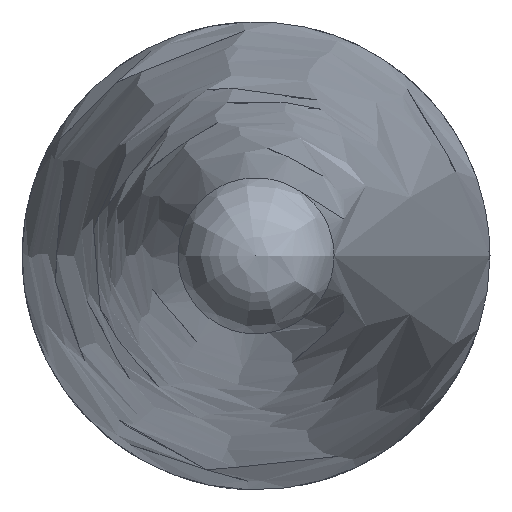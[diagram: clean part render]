
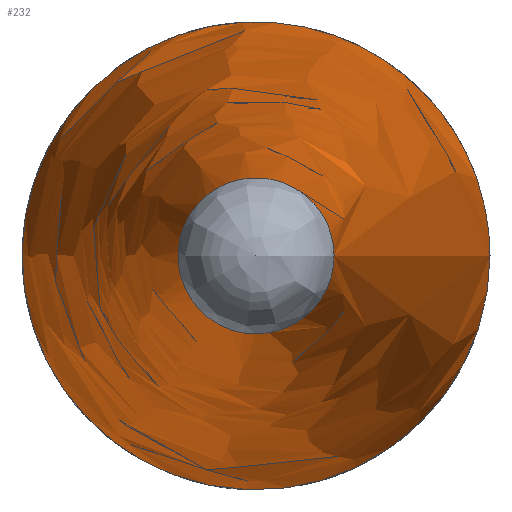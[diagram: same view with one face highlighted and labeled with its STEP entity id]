
A CAD part, left-side view. The second image highlights one B-rep face of the part: STEP entity #232.
In plain terms, the highlighted free-form (B-spline) face has degree [5, 3] with [6, 4] control points.
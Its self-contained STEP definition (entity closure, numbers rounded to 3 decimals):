
#84 = CARTESIAN_POINT ('', (19.8, -2.981, 0.));
#85 = VERTEX_POINT ('', #84);
#93 = CARTESIAN_POINT ('', (19.8, -2.981, 0.));
#94 = CARTESIAN_POINT ('', (19.8, -2.981, -11.926));
#95 = CARTESIAN_POINT ('', (19.8, 8.944, -5.963));
#96 = CARTESIAN_POINT ('', (19.8, 8.944, 5.963));
#97 = CARTESIAN_POINT ('', (19.8, -2.981, 11.926));
#98 = CARTESIAN_POINT ('', (19.8, -2.981, 0.));
#99 = (
   BOUNDED_CURVE ()
   B_SPLINE_CURVE (5, (#93, #94, #95, #96, #97, #98), .UNSPECIFIED., .T., .U.)
   B_SPLINE_CURVE_WITH_KNOTS ((6, 6), (0., 1.), .UNSPECIFIED.)
   CURVE ()
   GEOMETRIC_REPRESENTATION_ITEM ()
   RATIONAL_B_SPLINE_CURVE ((5., 1., 1., 1., 1., 5.))
   REPRESENTATION_ITEM ('')
);
#100 = EDGE_CURVE ('', #85, #85, #99, .T.);
#134 = CARTESIAN_POINT ('', (0.895, -0.995, 0.));
#135 = VERTEX_POINT ('', #134);
#146 = CARTESIAN_POINT ('', (0.895, -0.995, 0.));
#147 = CARTESIAN_POINT ('', (0.895, -0.995, -3.978));
#148 = CARTESIAN_POINT ('', (0.895, 2.984, -1.989));
#149 = CARTESIAN_POINT ('', (0.895, 2.984, 1.989));
#150 = CARTESIAN_POINT ('', (0.895, -0.995, 3.978));
#151 = CARTESIAN_POINT ('', (0.895, -0.995, 0.));
#152 = (
   BOUNDED_CURVE ()
   B_SPLINE_CURVE (5, (#146, #147, #148, #149, #150, #151), .UNSPECIFIED., .T., .U.)
   B_SPLINE_CURVE_WITH_KNOTS ((6, 6), (0., 1.), .UNSPECIFIED.)
   CURVE ()
   GEOMETRIC_REPRESENTATION_ITEM ()
   RATIONAL_B_SPLINE_CURVE ((5., 1., 1., 1., 1., 5.))
   REPRESENTATION_ITEM ('')
);
#153 = EDGE_CURVE ('', #135, #135, #152, .T.);
#195 = CARTESIAN_POINT ('', (0.895, -0.995, 0.));
#196 = CARTESIAN_POINT ('', (7.197, -1.657, 0.));
#197 = CARTESIAN_POINT ('', (13.498, -2.319, 0.));
#198 = CARTESIAN_POINT ('', (19.8, -2.981, 0.));
#199 = B_SPLINE_CURVE_WITH_KNOTS ('', 3, (#195, #196, #197, #198), .UNSPECIFIED., .F., .U., (4, 4), (0., 1.), .UNSPECIFIED.);
#200 = EDGE_CURVE ('', #135, #85, #199, .T.);
#201 = ORIENTED_EDGE ('', *, *, #200, .F.);
#202 = ORIENTED_EDGE ('', *, *, #153, .T.);
#203 = ORIENTED_EDGE ('', *, *, #200, .T.);
#204 = ORIENTED_EDGE ('', *, *, #100, .F.);
#205 = EDGE_LOOP ('', (#201, #202, #203, #204));
#206 = FACE_OUTER_BOUND ('', #205, .T.);
#207 = CARTESIAN_POINT ('', (0.895, -0.995, 0.));
#208 = CARTESIAN_POINT ('', (7.197, -1.657, 0.));
#209 = CARTESIAN_POINT ('', (13.498, -2.319, 0.));
#210 = CARTESIAN_POINT ('', (19.8, -2.981, 0.));
#211 = CARTESIAN_POINT ('', (0.895, -0.995, -3.978));
#212 = CARTESIAN_POINT ('', (7.197, -1.657, -6.627));
#213 = CARTESIAN_POINT ('', (13.498, -2.319, -9.277));
#214 = CARTESIAN_POINT ('', (19.8, -2.981, -11.926));
#215 = CARTESIAN_POINT ('', (0.895, 2.984, -1.989));
#216 = CARTESIAN_POINT ('', (7.197, 4.971, -3.314));
#217 = CARTESIAN_POINT ('', (13.498, 6.957, -4.638));
#218 = CARTESIAN_POINT ('', (19.8, 8.944, -5.963));
#219 = CARTESIAN_POINT ('', (0.895, 2.984, 1.989));
#220 = CARTESIAN_POINT ('', (7.197, 4.971, 3.314));
#221 = CARTESIAN_POINT ('', (13.498, 6.957, 4.638));
#222 = CARTESIAN_POINT ('', (19.8, 8.944, 5.963));
#223 = CARTESIAN_POINT ('', (0.895, -0.995, 3.978));
#224 = CARTESIAN_POINT ('', (7.197, -1.657, 6.627));
#225 = CARTESIAN_POINT ('', (13.498, -2.319, 9.277));
#226 = CARTESIAN_POINT ('', (19.8, -2.981, 11.926));
#227 = CARTESIAN_POINT ('', (0.895, -0.995, 0.));
#228 = CARTESIAN_POINT ('', (7.197, -1.657, 0.));
#229 = CARTESIAN_POINT ('', (13.498, -2.319, 0.));
#230 = CARTESIAN_POINT ('', (19.8, -2.981, 0.));
#231 = (
   BOUNDED_SURFACE ()
   B_SPLINE_SURFACE (5, 3, ((#207, #208, #209, #210), (#211, #212, #213, #214), (#215, #216, #217, #218), (#219, #220, #221, #222), (#223, #224, #225, #226), (#227, #228, #229, #230)), .UNSPECIFIED., .T., .F., .U.)
   B_SPLINE_SURFACE_WITH_KNOTS ((6, 6), (4, 4), (0., 1.), (0., 1.), .UNSPECIFIED.)
   SURFACE ()
   GEOMETRIC_REPRESENTATION_ITEM ()
   RATIONAL_B_SPLINE_SURFACE (((5., 5., 5., 5.), (1., 1., 1., 1.), (1., 1., 1., 1.), (1., 1., 1., 1.), (1., 1., 1., 1.), (5., 5., 5., 5.)))
   REPRESENTATION_ITEM ('')
);
#232 = ADVANCED_FACE ('', (#206), #231, .T.);
